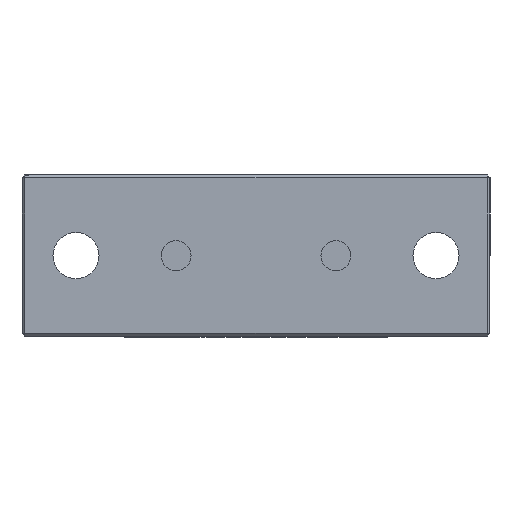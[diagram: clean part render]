
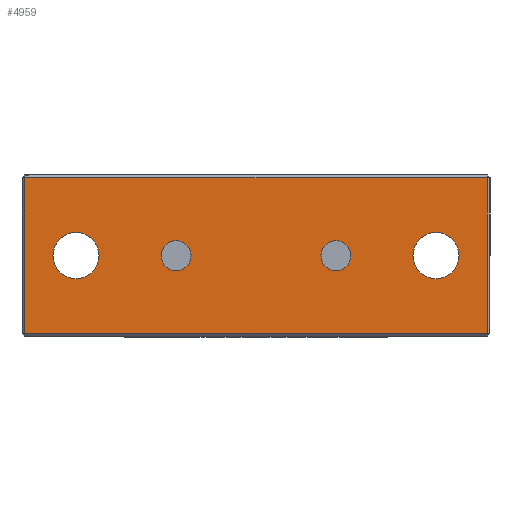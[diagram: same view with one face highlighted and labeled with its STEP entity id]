
A CAD part, front view. The second image highlights one B-rep face of the part: STEP entity #4959.
In plain terms, the highlighted planar face has unit normal (0, -1, 0).
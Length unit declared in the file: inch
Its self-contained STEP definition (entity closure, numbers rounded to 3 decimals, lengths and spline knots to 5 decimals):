
#9 = ORIENTED_EDGE ( 'NONE', *, *, #1168, .T. ) ;
#30 = VERTEX_POINT ( 'NONE', #586 ) ;
#85 = AXIS2_PLACEMENT_3D ( 'NONE', #5928, #2337, #6531 ) ;
#88 = VERTEX_POINT ( 'NONE', #6061 ) ;
#125 = FACE_BOUND ( 'NONE', #7183, .T. ) ;
#201 = ORIENTED_EDGE ( 'NONE', *, *, #1639, .T. ) ;
#326 = EDGE_CURVE ( 'NONE', #2260, #30, #3107, .T. ) ;
#358 = EDGE_LOOP ( 'NONE', ( #1617, #6108, #6005, #7423 ) ) ;
#364 = CIRCLE ( 'NONE', #4744, 0.052 ) ;
#396 = DIRECTION ( 'NONE',  ( -1., 0., 0. ) ) ;
#464 = EDGE_CURVE ( 'NONE', #5997, #790, #3184, .T. ) ;
#477 = VECTOR ( 'NONE', #1590, 39.37008 ) ;
#481 = DIRECTION ( 'NONE',  ( -1., 0., 0. ) ) ;
#586 = CARTESIAN_POINT ( 'NONE',  ( 0.625, -0.7505, -0.08 ) ) ;
#790 = VERTEX_POINT ( 'NONE', #2046 ) ;
#898 = DIRECTION ( 'NONE',  ( 0., 1., 0. ) ) ;
#1015 = EDGE_CURVE ( 'NONE', #4920, #5804, #5301, .T. ) ;
#1066 = CARTESIAN_POINT ( 'NONE',  ( 0.2775, -0.7505, 0. ) ) ;
#1108 = EDGE_CURVE ( 'NONE', #30, #2260, #6716, .T. ) ;
#1168 = EDGE_CURVE ( 'NONE', #1952, #2154, #364, .T. ) ;
#1191 = CARTESIAN_POINT ( 'NONE',  ( 0.625, -0.7505, 0.08 ) ) ;
#1260 = PLANE ( 'NONE',  #3001 ) ;
#1286 = CARTESIAN_POINT ( 'NONE',  ( 0.8125, -0.7505, 0. ) ) ;
#1326 = EDGE_CURVE ( 'NONE', #88, #2979, #3394, .T. ) ;
#1484 = EDGE_CURVE ( 'NONE', #7240, #88, #2290, .T. ) ;
#1527 = AXIS2_PLACEMENT_3D ( 'NONE', #1066, #5292, #1692 ) ;
#1558 = FACE_BOUND ( 'NONE', #4175, .T. ) ;
#1590 = DIRECTION ( 'NONE',  ( 1., 0., 0. ) ) ;
#1617 = ORIENTED_EDGE ( 'NONE', *, *, #1484, .T. ) ;
#1635 = EDGE_CURVE ( 'NONE', #7373, #7240, #6699, .T. ) ;
#1639 = EDGE_CURVE ( 'NONE', #2154, #1952, #3696, .T. ) ;
#1692 = DIRECTION ( 'NONE',  ( -1., 0., 0. ) ) ;
#1759 = AXIS2_PLACEMENT_3D ( 'NONE', #7602, #4014, #396 ) ;
#1775 = EDGE_CURVE ( 'NONE', #2979, #7373, #7175, .T. ) ;
#1900 = DIRECTION ( 'NONE',  ( 0., 0., -1. ) ) ;
#1952 = VERTEX_POINT ( 'NONE', #2691 ) ;
#2018 = DIRECTION ( 'NONE',  ( 0., 0., 1. ) ) ;
#2046 = CARTESIAN_POINT ( 'NONE',  ( -0.625, -0.7505, -0.08 ) ) ;
#2154 = VERTEX_POINT ( 'NONE', #4100 ) ;
#2183 = AXIS2_PLACEMENT_3D ( 'NONE', #7132, #3536, #7739 ) ;
#2260 = VERTEX_POINT ( 'NONE', #1191 ) ;
#2290 = LINE ( 'NONE', #6237, #3905 ) ;
#2317 = CIRCLE ( 'NONE', #1759, 0.052 ) ;
#2318 = AXIS2_PLACEMENT_3D ( 'NONE', #3533, #7736, #4139 ) ;
#2337 = DIRECTION ( 'NONE',  ( 0., 1., 0. ) ) ;
#2384 = CARTESIAN_POINT ( 'NONE',  ( -0.8025, -0.7505, 0. ) ) ;
#2432 = CARTESIAN_POINT ( 'NONE',  ( 0.2255, -0.7505, 0. ) ) ;
#2691 = CARTESIAN_POINT ( 'NONE',  ( -0.3295, -0.7505, 0. ) ) ;
#2788 = ORIENTED_EDGE ( 'NONE', *, *, #326, .T. ) ;
#2979 = VERTEX_POINT ( 'NONE', #6828 ) ;
#3001 = AXIS2_PLACEMENT_3D ( 'NONE', #1286, #5497, #1900 ) ;
#3030 = CIRCLE ( 'NONE', #2183, 0.08 ) ;
#3080 = AXIS2_PLACEMENT_3D ( 'NONE', #4531, #898, #5110 ) ;
#3107 = CIRCLE ( 'NONE', #3080, 0.08 ) ;
#3184 = CIRCLE ( 'NONE', #85, 0.08 ) ;
#3394 = LINE ( 'NONE', #6064, #6394 ) ;
#3450 = CARTESIAN_POINT ( 'NONE',  ( -0.625, -0.7505, 0.08 ) ) ;
#3509 = DIRECTION ( 'NONE',  ( 0., 1., 0. ) ) ;
#3533 = CARTESIAN_POINT ( 'NONE',  ( 0.625, -0.7505, 0. ) ) ;
#3536 = DIRECTION ( 'NONE',  ( 0., 1., 0. ) ) ;
#3696 = CIRCLE ( 'NONE', #6036, 0.052 ) ;
#3905 = VECTOR ( 'NONE', #2018, 39.37008 ) ;
#3990 = VECTOR ( 'NONE', #4220, 39.37008 ) ;
#4014 = DIRECTION ( 'NONE',  ( 0., 1., 0. ) ) ;
#4097 = DIRECTION ( 'NONE',  ( 0., 1., 0. ) ) ;
#4100 = CARTESIAN_POINT ( 'NONE',  ( -0.2255, -0.7505, 0. ) ) ;
#4139 = DIRECTION ( 'NONE',  ( 0., 0., 1. ) ) ;
#4175 = EDGE_LOOP ( 'NONE', ( #9, #201 ) ) ;
#4220 = DIRECTION ( 'NONE',  ( 0., 0., -1. ) ) ;
#4531 = CARTESIAN_POINT ( 'NONE',  ( 0.625, -0.7505, 0. ) ) ;
#4601 = CARTESIAN_POINT ( 'NONE',  ( 0.8125, -0.7505, -0.27 ) ) ;
#4744 = AXIS2_PLACEMENT_3D ( 'NONE', #7687, #4097, #481 ) ;
#4756 = FACE_BOUND ( 'NONE', #5046, .T. ) ;
#4795 = ORIENTED_EDGE ( 'NONE', *, *, #7574, .T. ) ;
#4920 = VERTEX_POINT ( 'NONE', #2432 ) ;
#4959 = ADVANCED_FACE ( 'NONE', ( #125, #6363, #4756, #1558, #7754 ), #1260, .T. ) ;
#5046 = EDGE_LOOP ( 'NONE', ( #6808, #6611 ) ) ;
#5110 = DIRECTION ( 'NONE',  ( 0., 0., 1. ) ) ;
#5251 = EDGE_LOOP ( 'NONE', ( #5690, #4795 ) ) ;
#5292 = DIRECTION ( 'NONE',  ( 0., 1., 0. ) ) ;
#5301 = CIRCLE ( 'NONE', #1527, 0.052 ) ;
#5497 = DIRECTION ( 'NONE',  ( 0., -1., 0. ) ) ;
#5690 = ORIENTED_EDGE ( 'NONE', *, *, #464, .T. ) ;
#5804 = VERTEX_POINT ( 'NONE', #6344 ) ;
#5928 = CARTESIAN_POINT ( 'NONE',  ( -0.625, -0.7505, 0. ) ) ;
#5997 = VERTEX_POINT ( 'NONE', #3450 ) ;
#6005 = ORIENTED_EDGE ( 'NONE', *, *, #1775, .T. ) ;
#6036 = AXIS2_PLACEMENT_3D ( 'NONE', #7109, #3509, #7711 ) ;
#6061 = CARTESIAN_POINT ( 'NONE',  ( 0.8025, -0.7505, 0.27 ) ) ;
#6064 = CARTESIAN_POINT ( 'NONE',  ( 0.8125, -0.7505, 0.27 ) ) ;
#6108 = ORIENTED_EDGE ( 'NONE', *, *, #1326, .T. ) ;
#6237 = CARTESIAN_POINT ( 'NONE',  ( 0.8025, -0.7505, 0. ) ) ;
#6344 = CARTESIAN_POINT ( 'NONE',  ( 0.3295, -0.7505, 0. ) ) ;
#6363 = FACE_BOUND ( 'NONE', #5251, .T. ) ;
#6394 = VECTOR ( 'NONE', #7276, 39.37008 ) ;
#6528 = EDGE_CURVE ( 'NONE', #5804, #4920, #2317, .T. ) ;
#6531 = DIRECTION ( 'NONE',  ( 0., 0., 1. ) ) ;
#6611 = ORIENTED_EDGE ( 'NONE', *, *, #6528, .T. ) ;
#6699 = LINE ( 'NONE', #4601, #477 ) ;
#6716 = CIRCLE ( 'NONE', #2318, 0.08 ) ;
#6782 = CARTESIAN_POINT ( 'NONE',  ( -0.8025, -0.7505, -0.27 ) ) ;
#6808 = ORIENTED_EDGE ( 'NONE', *, *, #1015, .T. ) ;
#6828 = CARTESIAN_POINT ( 'NONE',  ( -0.8025, -0.7505, 0.27 ) ) ;
#7018 = ORIENTED_EDGE ( 'NONE', *, *, #1108, .T. ) ;
#7109 = CARTESIAN_POINT ( 'NONE',  ( -0.2775, -0.7505, 0. ) ) ;
#7132 = CARTESIAN_POINT ( 'NONE',  ( -0.625, -0.7505, 0. ) ) ;
#7175 = LINE ( 'NONE', #2384, #3990 ) ;
#7183 = EDGE_LOOP ( 'NONE', ( #2788, #7018 ) ) ;
#7240 = VERTEX_POINT ( 'NONE', #7281 ) ;
#7276 = DIRECTION ( 'NONE',  ( -1., 0., 0. ) ) ;
#7281 = CARTESIAN_POINT ( 'NONE',  ( 0.8025, -0.7505, -0.27 ) ) ;
#7373 = VERTEX_POINT ( 'NONE', #6782 ) ;
#7423 = ORIENTED_EDGE ( 'NONE', *, *, #1635, .T. ) ;
#7574 = EDGE_CURVE ( 'NONE', #790, #5997, #3030, .T. ) ;
#7602 = CARTESIAN_POINT ( 'NONE',  ( 0.2775, -0.7505, 0. ) ) ;
#7687 = CARTESIAN_POINT ( 'NONE',  ( -0.2775, -0.7505, 0. ) ) ;
#7711 = DIRECTION ( 'NONE',  ( -1., 0., 0. ) ) ;
#7736 = DIRECTION ( 'NONE',  ( 0., 1., 0. ) ) ;
#7739 = DIRECTION ( 'NONE',  ( 0., 0., 1. ) ) ;
#7754 = FACE_OUTER_BOUND ( 'NONE', #358, .T. ) ;
